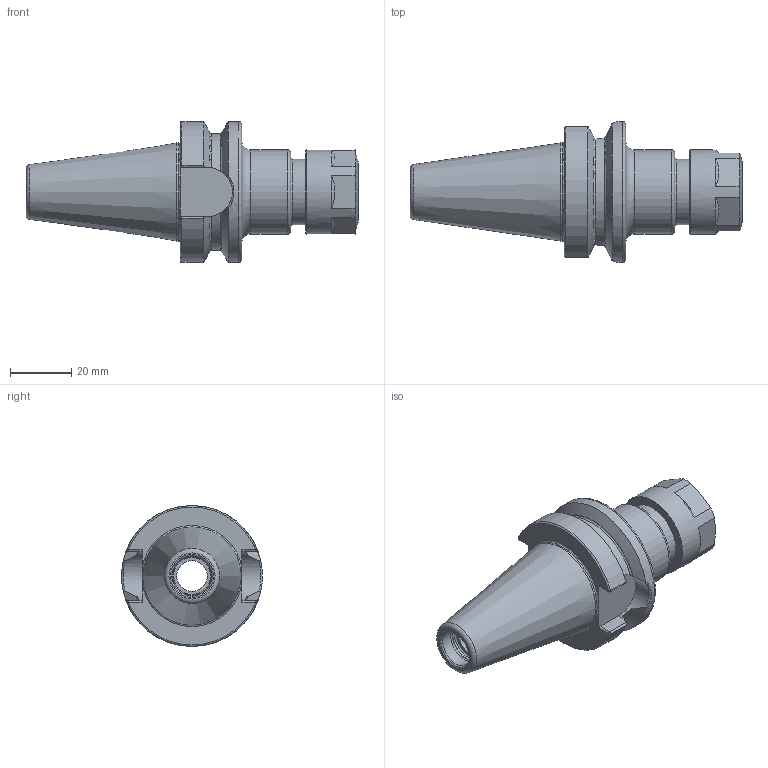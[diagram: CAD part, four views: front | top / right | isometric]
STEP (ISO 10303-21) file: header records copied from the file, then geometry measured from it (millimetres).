
FILE_DESCRIPTION(/* description */ (''),/* implementation_level */ '2;1');
FILE_NAME(/* name */ 'BT30-SX10-060.stp',/* time_stamp */ '2019-06-19T13:36:38-05:00',/* author */ ('ldfli'),/* organization */ (''),/* preprocessor_version */ 'ST-DEVELOPER v18',/* originating_system */ 'Autodesk Inventor LT',/* authorisation */ '');
FILE_SCHEMA (('AUTOMOTIVE_DESIGN { 1 0 10303 214 3 1 1 }'));
Length unit declared in the file: millimetre
Products named in the file (1): BT30-SX10-060
Bounding box: 108.4 x 46 x 46 mm (x, y, z)
Volume: 62172 mm3; surface area: 18897.5 mm2
Topology: 2 solids, 2 shells, 108 faces, 312 edges, 216 vertices
Faces by surface type: plane 36, cylinder 28, cone 20, torus 18, sphere 4, bspline 2
Full cylindrical faces by diameter (mm): 10.106 x1, 12.5 x2, 12.8 x1, 13.1 x1, 14.7 x1, 20.5 x1, 21.5 x1, 21.8 x1, 22.2 x1, 27.5 x2, 31.999 x1, 46 x1
Entity records: 4054 total; most frequent: CARTESIAN_POINT 1104, DIRECTION 644, ORIENTED_EDGE 624, EDGE_CURVE 312, AXIS2_PLACEMENT_3D 283, VERTEX_POINT 216, CIRCLE 176, EDGE_LOOP 120
